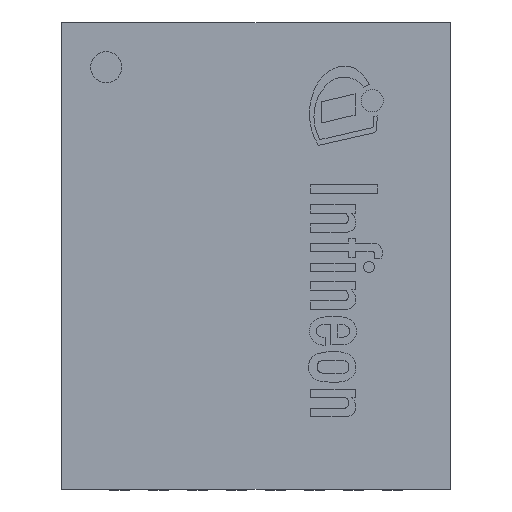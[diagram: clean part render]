
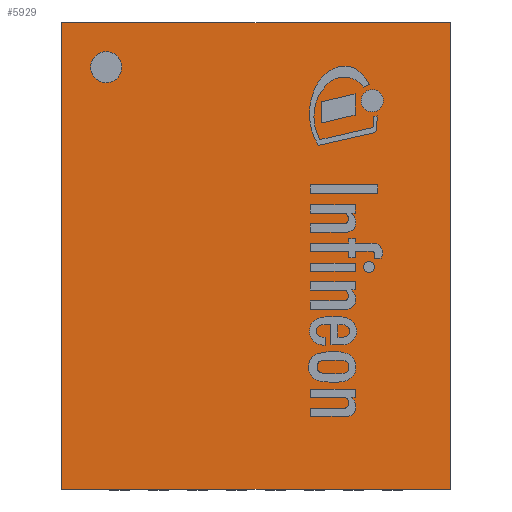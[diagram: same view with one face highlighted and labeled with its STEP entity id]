
A CAD part, top view. The second image highlights one B-rep face of the part: STEP entity #5929.
In plain terms, the highlighted planar face has unit normal (0, 0, 1).
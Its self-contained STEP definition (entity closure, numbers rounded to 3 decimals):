
#244=FACE_BOUND('',#733,.T.);
#253=CIRCLE('',#6345,0.2);
#360=FACE_OUTER_BOUND('',#732,.T.);
#732=EDGE_LOOP('',(#3929,#3930,#3931,#3932));
#733=EDGE_LOOP('',(#3933));
#1112=LINE('',#8384,#1803);
#1116=LINE('',#8392,#1807);
#1117=LINE('',#8394,#1808);
#1118=LINE('',#8395,#1809);
#1803=VECTOR('',#6795,1.);
#1807=VECTOR('',#6801,1.);
#1808=VECTOR('',#6802,1.);
#1809=VECTOR('',#6803,1.);
#2494=VERTEX_POINT('',#8382);
#2495=VERTEX_POINT('',#8383);
#2498=VERTEX_POINT('',#8391);
#2499=VERTEX_POINT('',#8393);
#2500=VERTEX_POINT('',#8396);
#3068=EDGE_CURVE('',#2494,#2495,#1112,.T.);
#3072=EDGE_CURVE('',#2495,#2498,#1116,.T.);
#3073=EDGE_CURVE('',#2498,#2499,#1117,.T.);
#3074=EDGE_CURVE('',#2499,#2494,#1118,.T.);
#3075=EDGE_CURVE('',#2500,#2500,#253,.T.);
#3929=ORIENTED_EDGE('',*,*,#3068,.T.);
#3930=ORIENTED_EDGE('',*,*,#3072,.T.);
#3931=ORIENTED_EDGE('',*,*,#3073,.T.);
#3932=ORIENTED_EDGE('',*,*,#3074,.T.);
#3933=ORIENTED_EDGE('',*,*,#3075,.T.);
#5640=PLANE('',#6344);
#5929=ADVANCED_FACE('',(#360,#244),#5640,.T.);
#6344=AXIS2_PLACEMENT_3D('',#8390,#6799,#6800);
#6345=AXIS2_PLACEMENT_3D('',#8397,#6804,#6805);
#6795=DIRECTION('',(-1.,0.,0.));
#6799=DIRECTION('center_axis',(0.,0.,1.));
#6800=DIRECTION('ref_axis',(1.,0.,0.));
#6801=DIRECTION('',(0.,-1.,0.));
#6802=DIRECTION('',(1.,0.,0.));
#6803=DIRECTION('',(0.,1.,0.));
#6804=DIRECTION('center_axis',(0.,0.,-1.));
#6805=DIRECTION('ref_axis',(-1.,0.,0.));
#8382=CARTESIAN_POINT('',(2.49,2.99,1.));
#8383=CARTESIAN_POINT('',(-2.49,2.99,1.));
#8384=CARTESIAN_POINT('',(0.,2.99,1.));
#8390=CARTESIAN_POINT('Origin',(0.,0.,1.));
#8391=CARTESIAN_POINT('',(-2.49,-2.99,1.));
#8392=CARTESIAN_POINT('',(-2.49,0.002,1.));
#8393=CARTESIAN_POINT('',(2.49,-2.99,1.));
#8394=CARTESIAN_POINT('',(0.,-2.99,1.));
#8395=CARTESIAN_POINT('',(2.49,0.002,1.));
#8396=CARTESIAN_POINT('',(-1.72,2.42,1.));
#8397=CARTESIAN_POINT('Origin',(-1.92,2.42,1.));
